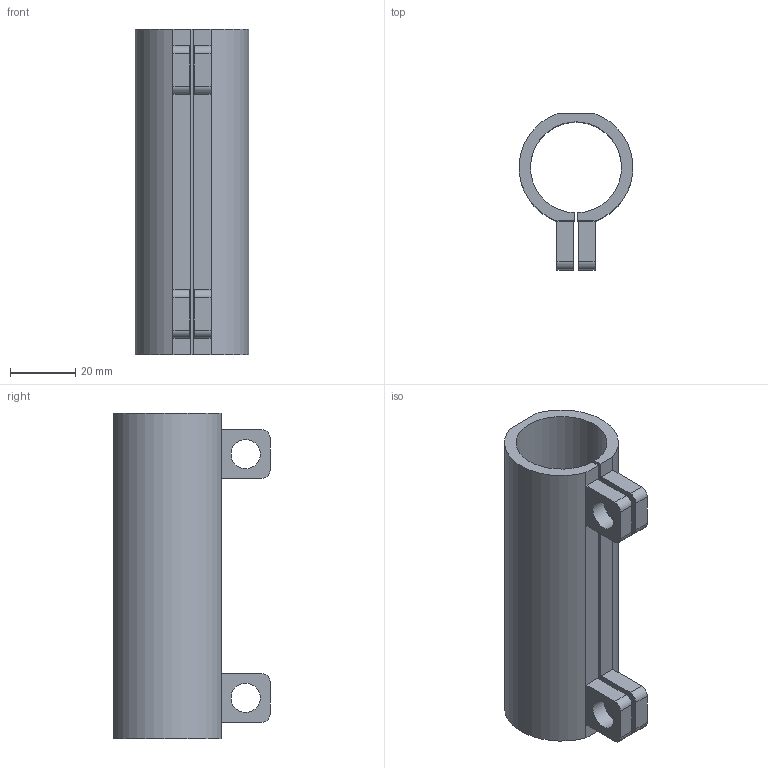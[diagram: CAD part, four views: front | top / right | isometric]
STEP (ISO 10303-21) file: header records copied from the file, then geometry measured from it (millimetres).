
FILE_DESCRIPTION(/* description */ (''),/* implementation_level */ '2;1');
FILE_NAME(/* name */ 'Huelse_1_komplett.stp',/* time_stamp */ '2020-10-28T15:02:12+01:00',/* author */ ('Chris'),/* organization */ (''),/* preprocessor_version */ 'ST-DEVELOPER v18',/* originating_system */ 'Autodesk Inventor 2020',/* authorisation */ '');
FILE_SCHEMA (('AUTOMOTIVE_DESIGN { 1 0 10303 214 3 1 1 }'));
Length unit declared in the file: millimetre
Products named in the file (3): Huelse_1_komplett; Hülse; Hülse_1
Assembly tree (5 placements, depth 2):
  Huelse_1_komplett
    Hülse
    Hülse_1  x4
Bounding box: 34.88 x 47.99 x 100 mm (x, y, z)
Volume: 35988.1 mm3; surface area: 23695.1 mm2
Topology: 5 solids, 5 shells, 46 faces, 112 edges, 76 vertices
Faces by surface type: plane 31, cylinder 15
Full cylindrical faces by diameter (mm): 9 x4
Entity records: 694 total; most frequent: DIRECTION 113, CARTESIAN_POINT 104, ORIENTED_EDGE 92, EDGE_CURVE 46, AXIS2_PLACEMENT_3D 40, LINE 33, VECTOR 33, VERTEX_POINT 31
